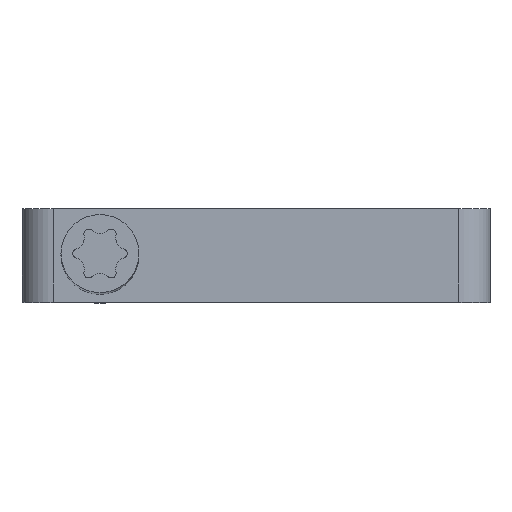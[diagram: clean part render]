
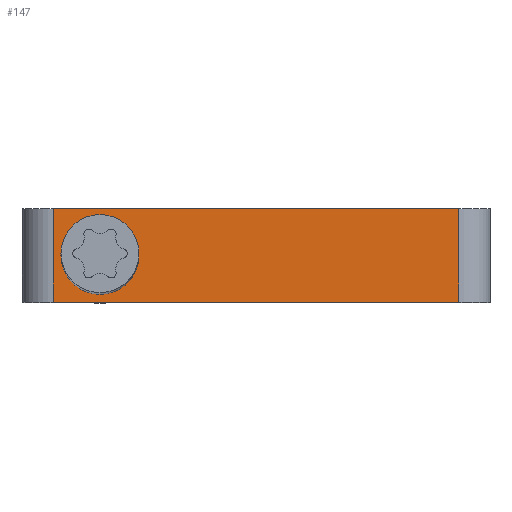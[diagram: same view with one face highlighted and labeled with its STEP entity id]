
A CAD part, top view. The second image highlights one B-rep face of the part: STEP entity #147.
In plain terms, the highlighted planar face has unit normal (0, 0, 1).
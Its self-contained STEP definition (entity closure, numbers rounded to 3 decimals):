
#39=FACE_BOUND('',#220,.T.);
#40=FACE_BOUND('',#221,.T.);
#75=LINE('',#941,#110);
#76=LINE('',#944,#111);
#77=LINE('',#946,#112);
#78=LINE('',#948,#113);
#110=VECTOR('',#768,1.);
#111=VECTOR('',#769,1.);
#112=VECTOR('',#770,1.);
#113=VECTOR('',#771,1.);
#147=ADVANCED_FACE('',(#39,#40),#165,.T.);
#165=PLANE('',#629);
#220=EDGE_LOOP('',(#319,#320,#321,#322));
#221=EDGE_LOOP('',(#323,#324));
#319=ORIENTED_EDGE('',*,*,#485,.T.);
#320=ORIENTED_EDGE('',*,*,#486,.F.);
#321=ORIENTED_EDGE('',*,*,#487,.F.);
#322=ORIENTED_EDGE('',*,*,#488,.T.);
#323=ORIENTED_EDGE('',*,*,#484,.T.);
#324=ORIENTED_EDGE('',*,*,#482,.T.);
#419=VERTEX_POINT('',#934);
#420=VERTEX_POINT('',#936);
#421=VERTEX_POINT('',#942);
#422=VERTEX_POINT('',#943);
#423=VERTEX_POINT('',#945);
#424=VERTEX_POINT('',#947);
#482=EDGE_CURVE('',#420,#419,#547,.T.);
#484=EDGE_CURVE('',#419,#420,#548,.T.);
#485=EDGE_CURVE('',#421,#422,#75,.T.);
#486=EDGE_CURVE('',#423,#422,#76,.T.);
#487=EDGE_CURVE('',#424,#423,#77,.T.);
#488=EDGE_CURVE('',#424,#421,#78,.T.);
#547=CIRCLE('',#625,1.25);
#548=CIRCLE('',#627,1.25);
#625=AXIS2_PLACEMENT_3D('',#935,#759,#760);
#627=AXIS2_PLACEMENT_3D('',#939,#764,#765);
#629=AXIS2_PLACEMENT_3D('',#949,#772,#773);
#759=DIRECTION('',(0.,0.,-1.));
#760=DIRECTION('',(0.,1.,0.));
#764=DIRECTION('',(0.,0.,-1.));
#765=DIRECTION('',(0.,-1.,0.));
#768=DIRECTION('',(0.,1.,0.));
#769=DIRECTION('',(1.,0.,0.));
#770=DIRECTION('',(0.,1.,0.));
#771=DIRECTION('',(1.,0.,0.));
#772=DIRECTION('',(0.,0.,1.));
#773=DIRECTION('',(-1.,0.,0.));
#934=CARTESIAN_POINT('',(0.,-1.25,-34.));
#935=CARTESIAN_POINT('',(0.,0.,-34.));
#936=CARTESIAN_POINT('',(0.,1.25,-34.));
#939=CARTESIAN_POINT('',(0.,0.,-34.));
#941=CARTESIAN_POINT('',(11.5,-1.5,-34.));
#942=CARTESIAN_POINT('',(11.5,-1.5,-34.));
#943=CARTESIAN_POINT('',(11.5,1.5,-34.));
#944=CARTESIAN_POINT('',(-1.5,1.5,-34.));
#945=CARTESIAN_POINT('',(-1.5,1.5,-34.));
#946=CARTESIAN_POINT('',(-1.5,-1.5,-34.));
#947=CARTESIAN_POINT('',(-1.5,-1.5,-34.));
#948=CARTESIAN_POINT('',(-1.5,-1.5,-34.));
#949=CARTESIAN_POINT('',(-1.5,-1.5,-34.));
